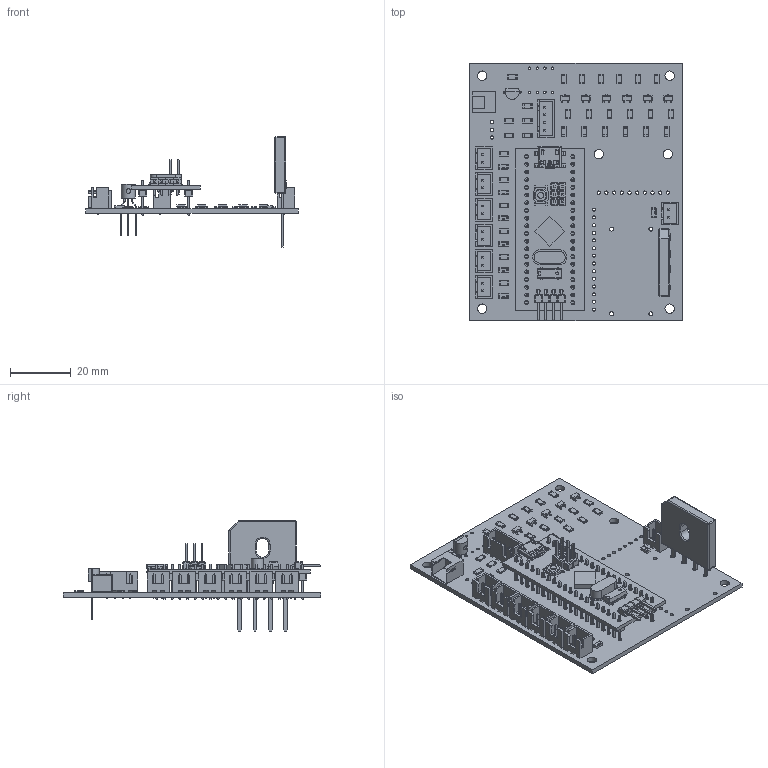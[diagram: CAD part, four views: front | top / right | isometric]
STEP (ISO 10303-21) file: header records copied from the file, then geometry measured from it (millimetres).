
FILE_DESCRIPTION(('Open CASCADE Model'),'2;1');
FILE_NAME('Open CASCADE Shape Model','2025-03-29T20:34:36',('Author'),( 'Open CASCADE'),'Open CASCADE STEP processor 6.8','Open CASCADE 6.8' ,'Unknown');
FILE_SCHEMA(('AUTOMOTIVE_DESIGN { 1 0 10303 214 1 1 1 1 }'));
Length unit declared in the file: millimetre
Products named in the file (79): PCB; Board; Open CASCADE STEP translator 6.8 1.1.1; DB1; SW3dPS-bridge_2; C9; 1206_SMD_Capacitor; STM1; STM32F103C8T6_Blue_Pill_v6; Oscillator_HC-49/S_v1; STM32F103C8T6_BluePill_Board_v6; Oscillator_MC-306_v3; STM32_LQFP48_v3; Tactile_SMD_5x5mm_v1; micro_usb_socket_v1; Header_L4_10x4.8_v6; Header_Male_2x3x11.6_v2; Header_Male_1x20x11.6_v2; R31; R1206; R30; R29; R28; R27; R26; R25; R24; R23; R22; R21; R20; R19; R18; R17; R16; R15; R14; R13; R12; R11 ...
Assembly tree (212 placements, depth 4):
  PCB
    Board
      Open CASCADE STEP translator 6.8 1.1.1
    DB1
      SW3dPS-bridge_2
    C9
      1206_SMD_Capacitor
    STM1
      STM32F103C8T6_Blue_Pill_v6
        Oscillator_HC-49/S_v1
        STM32F103C8T6_BluePill_Board_v6
        Oscillator_MC-306_v3
        STM32_LQFP48_v3
        Tactile_SMD_5x5mm_v1
        micro_usb_socket_v1
        Header_L4_10x4.8_v6
        Header_Male_2x3x11.6_v2
        Header_Male_1x20x11.6_v2  x2
    R31
      R1206
      R1206
      R1206
      R1206
    R30
      R1206
      R1206
      R1206
      R1206
    R29
      R1206
      R1206
      R1206
      R1206
    R28
      R1206
      R1206
      R1206
      R1206
    R27
      R1206
      R1206
      R1206
      R1206
    R26
      R1206
      R1206
      R1206
      R1206
    R25
      R1206
      R1206
      R1206
      R1206
    R24
      R1206
      R1206
      R1206
      R1206
    R23
      R1206
Bounding box: 70.1 x 85.1 x 36.63 mm (x, y, z)
Volume: 14810.3 mm3; surface area: 26392.1 mm2
Topology: 292 solids, 292 shells, 5545 faces, 13288 edges, 8308 vertices
Faces by surface type: plane 4520, cylinder 678, bspline 278, sphere 66, torus 3
Full cylindrical faces by diameter (mm): 0.43 x2, 0.8 x11, 1 x1, 1.02 x13, 1.1 x74, 1.27 x50, 1.3 x8, 2 x1, 3.1 x6
Entity records: 81250 total; most frequent: CARTESIAN_POINT 16360, ORIENTED_EDGE 12444, DIRECTION 12207, EDGE_CURVE 6222, LINE 5321, VECTOR 5321, VERTEX_POINT 3892, AXIS2_PLACEMENT_3D 3443
